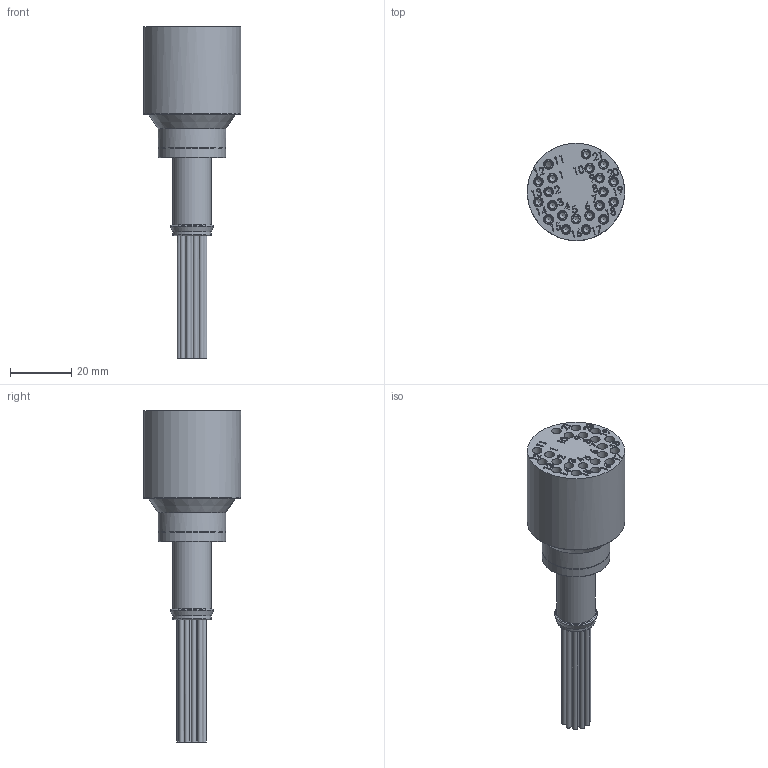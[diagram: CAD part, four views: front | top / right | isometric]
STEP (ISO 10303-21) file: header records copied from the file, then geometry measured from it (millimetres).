
FILE_DESCRIPTION(/* description */ (''),/* implementation_level */ '2;1');
FILE_NAME(/* name */ 'MCPBOF21F.stp',/* time_stamp */ '2021-01-13T09:59:03+01:00',/* author */ ('sh'),/* organization */ (''),/* preprocessor_version */ 'ST-DEVELOPER v17.2',/* originating_system */ 'Autodesk Inventor 2019',/* authorisation */ '');
FILE_SCHEMA (('AUTOMOTIVE_DESIGN { 1 0 10303 214 3 1 1 }'));
Length unit declared in the file: millimetre
Products named in the file (1): MCPBOF21F
Bounding box: 31.74 x 31.74 x 108.18 mm (x, y, z)
Volume: 29927.3 mm3; surface area: 15178.5 mm2
Topology: 11 solids, 13 shells, 1264 faces, 3816 edges, 2587 vertices
Faces by surface type: plane 563, cylinder 185, cone 185, torus 175, bspline 156
Full cylindrical faces by diameter (mm): 1.575 x15, 2.037 x21, 2.057 x21, 2.743 x21, 3.175 x84, 8.382 x1, 12.7 x3, 12.802 x1, 12.852 x1, 22.098 x1, 22.149 x1, 31.75 x1
Entity records: 55130 total; most frequent: CARTESIAN_POINT 19265, ORIENTED_EDGE 7590, DIRECTION 6975, EDGE_CURVE 3795, AXIS2_PLACEMENT_3D 2703, VERTEX_POINT 2587, LINE 1569, VECTOR 1569
